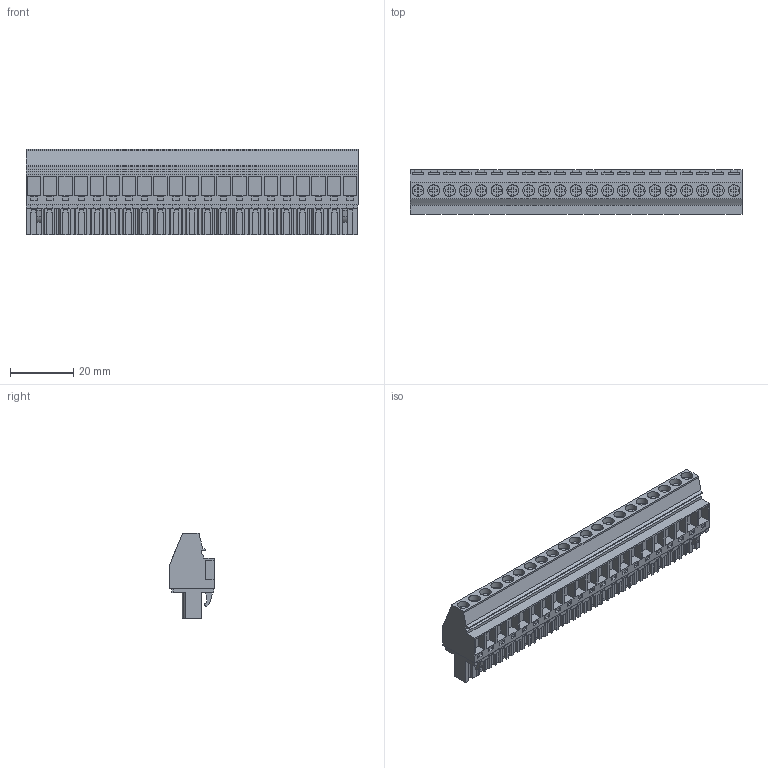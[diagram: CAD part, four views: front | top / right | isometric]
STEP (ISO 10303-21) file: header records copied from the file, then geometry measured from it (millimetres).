
FILE_DESCRIPTION(('CATIA V5 STEP Exchange','CAx-IF Rec.Pracs.--- Model Styling and Organization---1.2---2011-12-15'),'2;1');
FILE_NAME ('D1460461_0_1958910000_1958910000.stp','2017-09-20T15:12:31+00:00',('none'),('Weidmueller'),'CATIA Version 5-6 Release 2014','CATIA V5 STEP AP214','none');
FILE_SCHEMA(('AUTOMOTIVE_DESIGN { 1 0 10303 214 1 1 1 1 }'));
Length unit declared in the file: millimetre
Products named in the file (1): 1958910000
Bounding box: 105 x 14.05 x 27.2 mm (x, y, z)
Volume: 23915.2 mm3; surface area: 13657.8 mm2
Topology: 22 solids, 22 shells, 1327 faces, 3655 edges, 2457 vertices
Faces by surface type: plane 1130, cylinder 187, extrusion 10
Entity records: 38531 total; most frequent: ORIENTED_EDGE 7310, CARTESIAN_POINT 7038, DIRECTION 5075, EDGE_CURVE 3655, VECTOR 3179, LINE 3169, VERTEX_POINT 2457, EDGE_LOOP 1412
